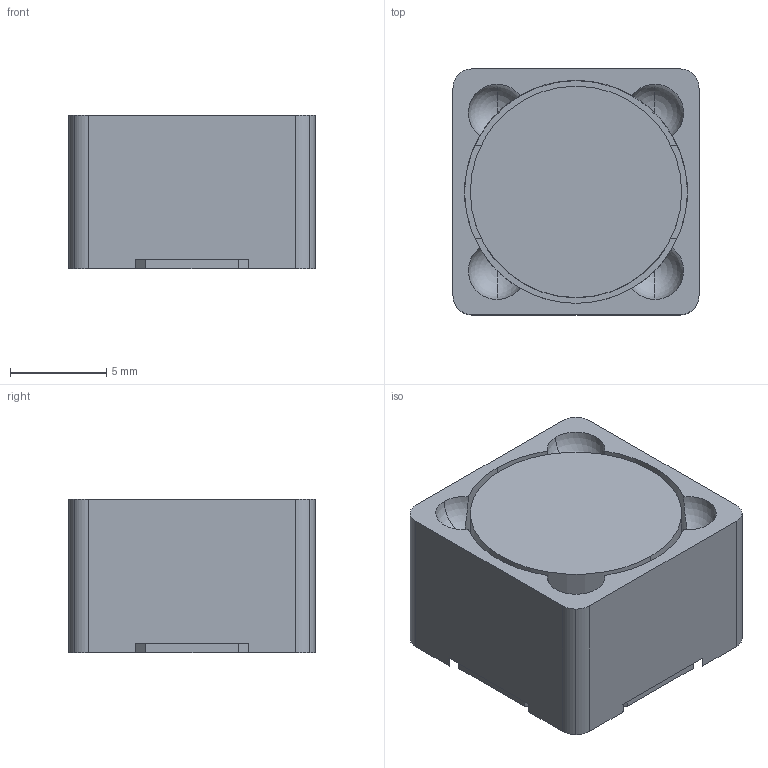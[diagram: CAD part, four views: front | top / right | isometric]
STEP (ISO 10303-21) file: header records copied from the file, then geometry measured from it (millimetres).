
FILE_DESCRIPTION((''),'2;1');
FILE_NAME('IND_BOURNS_PM127SH.stp','2009-11-18T10:53:59',(''),(''),'Mechanical Desktop 2006','Mechanical Desktop 2006',', , ');
FILE_SCHEMA(('AUTOMOTIVE_DESIGN { 1 2 10303 214 0 1 1 1 }'));
Length unit declared in the file: millimetre
Products named in the file (1): Product
Bounding box: 12.8 x 12.8 x 8 mm (x, y, z)
Volume: 1201.9 mm3; surface area: 1523.3 mm2
Topology: 5 solids, 5 shells, 62 faces, 164 edges, 104 vertices
Faces by surface type: plane 42, cylinder 12, sphere 8
Entity records: 2000 total; most frequent: CARTESIAN_POINT 427, DIRECTION 314, ORIENTED_EDGE 312, EDGE_CURVE 156, VECTOR 108, LINE 108, VERTEX_POINT 104, AXIS2_PLACEMENT_3D 103
